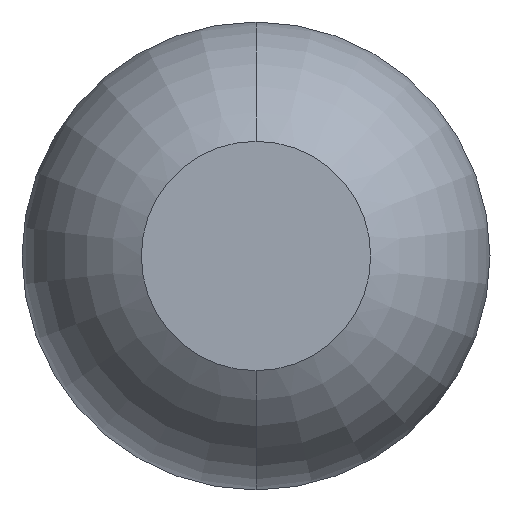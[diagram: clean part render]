
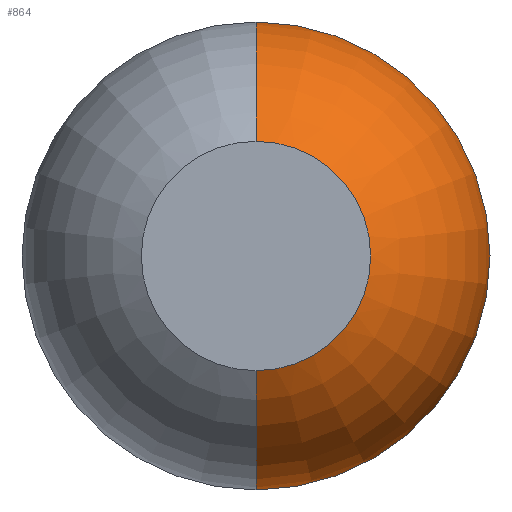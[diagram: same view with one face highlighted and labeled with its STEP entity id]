
A CAD part, front view. The second image highlights one B-rep face of the part: STEP entity #864.
In plain terms, the highlighted toroidal (fillet/blend) face has major radius 0.01 mm and minor radius 0.5 mm.
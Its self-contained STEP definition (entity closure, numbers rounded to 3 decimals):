
#120 = VERTEX_POINT ( 'NONE', #238 ) ;
#238 = CARTESIAN_POINT ( 'NONE',  ( 0., -30.4, 0.25 ) ) ;
#300 = CIRCLE ( 'NONE', #2104, 0.25 ) ;
#353 = AXIS2_PLACEMENT_3D ( 'NONE', #3313, #1267, #660 ) ;
#502 = CIRCLE ( 'NONE', #2545, 0.51 ) ;
#508 = VERTEX_POINT ( 'NONE', #2772 ) ;
#660 = DIRECTION ( 'NONE',  ( 0., 0., 1. ) ) ;
#699 = DIRECTION ( 'NONE',  ( 0., 0., 1. ) ) ;
#864 = ADVANCED_FACE ( 'Defeature ausgef�hrt1_5', ( #2608 ), #2515, .T. ) ;
#964 = ORIENTED_EDGE ( 'NONE', *, *, #3161, .F. ) ;
#973 = VERTEX_POINT ( 'NONE', #1301 ) ;
#1109 = DIRECTION ( 'NONE',  ( -1., 0., 0. ) ) ;
#1190 = EDGE_LOOP ( 'NONE', ( #964, #1561, #1576, #2187 ) ) ;
#1267 = DIRECTION ( 'NONE',  ( 0., 1., 0. ) ) ;
#1301 = CARTESIAN_POINT ( 'NONE',  ( 0., -29.961, -0.51 ) ) ;
#1467 = EDGE_CURVE ( 'Defeature ausgef�hrt1_6+Defeature ausgef�hrt1_5+Defeature ausgef�hrt1_5+Defeature ausgef�hrt1_5', #3670, #973, #502, .T. ) ;
#1561 = ORIENTED_EDGE ( 'NONE', *, *, #3665, .T. ) ;
#1576 = ORIENTED_EDGE ( 'NONE', *, *, #1467, .F. ) ;
#1882 = CARTESIAN_POINT ( 'NONE',  ( 0., -29.961, -0.01 ) ) ;
#2104 = AXIS2_PLACEMENT_3D ( 'NONE', #3050, #2743, #2185 ) ;
#2135 = DIRECTION ( 'NONE',  ( 0., 0., -1. ) ) ;
#2185 = DIRECTION ( 'NONE',  ( 0., 0., -1. ) ) ;
#2187 = ORIENTED_EDGE ( 'NONE', *, *, #3306, .F. ) ;
#2364 = CIRCLE ( 'NONE', #2681, 0.5 ) ;
#2443 = DIRECTION ( 'NONE',  ( 0., 1., 0. ) ) ;
#2453 = CARTESIAN_POINT ( 'NONE',  ( 0., -29.961, 0.51 ) ) ;
#2503 = CIRCLE ( 'NONE', #3567, 0.5 ) ;
#2515 = TOROIDAL_SURFACE ( 'NONE', #353, 0.01, 0.5 ) ;
#2545 = AXIS2_PLACEMENT_3D ( 'NONE', #3336, #2443, #699 ) ;
#2608 = FACE_OUTER_BOUND ( 'NONE', #1190, .T. ) ;
#2681 = AXIS2_PLACEMENT_3D ( 'NONE', #1882, #2716, #2135 ) ;
#2716 = DIRECTION ( 'NONE',  ( 1., 0., 0. ) ) ;
#2743 = DIRECTION ( 'NONE',  ( 0., -1., 0. ) ) ;
#2772 = CARTESIAN_POINT ( 'NONE',  ( 0., -30.4, -0.25 ) ) ;
#3050 = CARTESIAN_POINT ( 'NONE',  ( 0., -30.4, 0. ) ) ;
#3161 = EDGE_CURVE ( 'Defeature ausgef�hrt1_21+Defeature ausgef�hrt1_5+Defeature ausgef�hrt1_5+Defeature ausgef�hrt1_5', #508, #120, #300, .T. ) ;
#3306 = EDGE_CURVE ( 'NONE', #120, #3670, #2503, .T. ) ;
#3313 = CARTESIAN_POINT ( 'NONE',  ( 0., -29.961, 0. ) ) ;
#3336 = CARTESIAN_POINT ( 'NONE',  ( 0., -29.961, 0. ) ) ;
#3433 = DIRECTION ( 'NONE',  ( 0., 0., 1. ) ) ;
#3472 = CARTESIAN_POINT ( 'NONE',  ( 0., -29.961, 0.01 ) ) ;
#3567 = AXIS2_PLACEMENT_3D ( 'NONE', #3472, #1109, #3433 ) ;
#3665 = EDGE_CURVE ( 'NONE', #508, #973, #2364, .T. ) ;
#3670 = VERTEX_POINT ( 'NONE', #2453 ) ;
